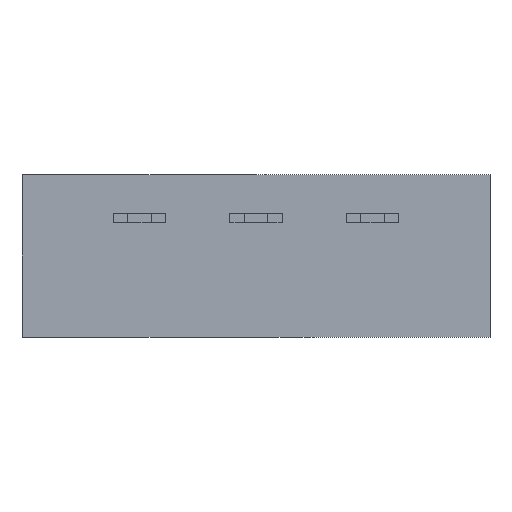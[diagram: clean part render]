
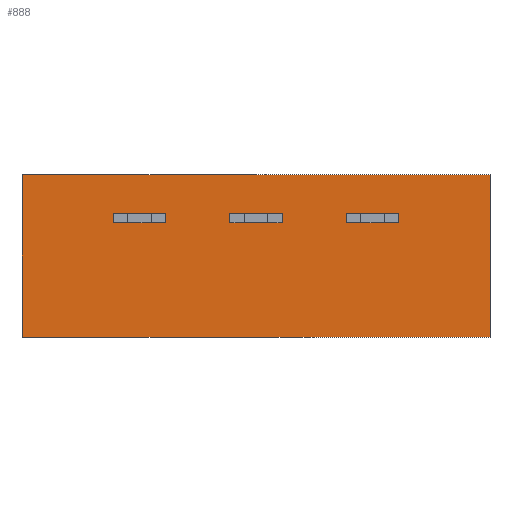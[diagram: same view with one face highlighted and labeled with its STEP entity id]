
A CAD part, front view. The second image highlights one B-rep face of the part: STEP entity #888.
In plain terms, the highlighted planar face has unit normal (0, -1, 0).
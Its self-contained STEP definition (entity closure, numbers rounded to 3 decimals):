
#31 = CARTESIAN_POINT ( 'NONE',  ( 10.2, 0., 0.51 ) ) ;
#35 = LINE ( 'NONE', #311, #715 ) ;
#46 = ORIENTED_EDGE ( 'NONE', *, *, #802, .T. ) ;
#71 = LINE ( 'NONE', #1453, #143 ) ;
#80 = LINE ( 'NONE', #1497, #1249 ) ;
#91 = EDGE_CURVE ( 'NONE', #132, #363, #145, .T. ) ;
#94 = DIRECTION ( 'NONE',  ( 1., 0., 0. ) ) ;
#102 = VERTEX_POINT ( 'NONE', #1466 ) ;
#132 = VERTEX_POINT ( 'NONE', #1526 ) ;
#143 = VECTOR ( 'NONE', #667, 1000. ) ;
#145 = LINE ( 'NONE', #159, #256 ) ;
#154 = DIRECTION ( 'NONE',  ( 0., 0., 1. ) ) ;
#158 = VERTEX_POINT ( 'NONE', #1493 ) ;
#159 = CARTESIAN_POINT ( 'NONE',  ( 0., 0., 0. ) ) ;
#163 = VECTOR ( 'NONE', #447, 1000. ) ;
#174 = DIRECTION ( 'NONE',  ( 0., 0., -1. ) ) ;
#175 = DIRECTION ( 'NONE',  ( 1., 0., 0. ) ) ;
#188 = VERTEX_POINT ( 'NONE', #235 ) ;
#193 = DIRECTION ( 'NONE',  ( 0., 1., 0. ) ) ;
#203 = CARTESIAN_POINT ( 'NONE',  ( 1.99, 0., 2.7 ) ) ;
#217 = LINE ( 'NONE', #1498, #1429 ) ;
#227 = ORIENTED_EDGE ( 'NONE', *, *, #1369, .F. ) ;
#235 = CARTESIAN_POINT ( 'NONE',  ( 8.21, 0., 2.7 ) ) ;
#256 = VECTOR ( 'NONE', #175, 1000. ) ;
#267 = ORIENTED_EDGE ( 'NONE', *, *, #1086, .F. ) ;
#298 = VECTOR ( 'NONE', #1096, 1000. ) ;
#311 = CARTESIAN_POINT ( 'NONE',  ( 7.07, 0., 2.5 ) ) ;
#363 = VERTEX_POINT ( 'NONE', #951 ) ;
#370 = EDGE_CURVE ( 'NONE', #1146, #1252, #759, .T. ) ;
#412 = AXIS2_PLACEMENT_3D ( 'NONE', #956, #193, #1089 ) ;
#414 = CARTESIAN_POINT ( 'NONE',  ( 3.13, 0., 2.7 ) ) ;
#447 = DIRECTION ( 'NONE',  ( 1., 0., 0. ) ) ;
#450 = ORIENTED_EDGE ( 'NONE', *, *, #912, .T. ) ;
#476 = EDGE_LOOP ( 'NONE', ( #1277, #995, #1289, #998 ) ) ;
#477 = EDGE_CURVE ( 'NONE', #158, #1360, #740, .T. ) ;
#527 = CARTESIAN_POINT ( 'NONE',  ( 5.67, 0., 2.7 ) ) ;
#555 = EDGE_LOOP ( 'NONE', ( #923, #810, #732, #267 ) ) ;
#581 = DIRECTION ( 'NONE',  ( 0., 0., 1. ) ) ;
#604 = VERTEX_POINT ( 'NONE', #1437 ) ;
#661 = CARTESIAN_POINT ( 'NONE',  ( 7.07, 0., 2.7 ) ) ;
#667 = DIRECTION ( 'NONE',  ( 1., 0., 0. ) ) ;
#682 = CARTESIAN_POINT ( 'NONE',  ( 3.13, 0., 2.5 ) ) ;
#687 = CARTESIAN_POINT ( 'NONE',  ( 7.07, 0., 2.5 ) ) ;
#701 = FACE_BOUND ( 'NONE', #555, .T. ) ;
#715 = VECTOR ( 'NONE', #1346, 1000. ) ;
#727 = ORIENTED_EDGE ( 'NONE', *, *, #778, .F. ) ;
#729 = EDGE_LOOP ( 'NONE', ( #1439, #46, #227, #727 ) ) ;
#730 = ORIENTED_EDGE ( 'NONE', *, *, #1356, .F. ) ;
#732 = ORIENTED_EDGE ( 'NONE', *, *, #1233, .F. ) ;
#736 = VECTOR ( 'NONE', #1616, 1000. ) ;
#740 = LINE ( 'NONE', #1636, #850 ) ;
#755 = VECTOR ( 'NONE', #154, 1000. ) ;
#759 = LINE ( 'NONE', #203, #298 ) ;
#778 = EDGE_CURVE ( 'NONE', #1522, #604, #1077, .T. ) ;
#793 = EDGE_LOOP ( 'NONE', ( #450, #1036, #730, #1287 ) ) ;
#795 = DIRECTION ( 'NONE',  ( 0., 0., 1. ) ) ;
#802 = EDGE_CURVE ( 'NONE', #1232, #188, #1013, .T. ) ;
#810 = ORIENTED_EDGE ( 'NONE', *, *, #1269, .T. ) ;
#815 = EDGE_CURVE ( 'NONE', #1360, #363, #1057, .T. ) ;
#819 = CARTESIAN_POINT ( 'NONE',  ( 10.2, 0., 3.55 ) ) ;
#821 = DIRECTION ( 'NONE',  ( 1., 0., 0. ) ) ;
#850 = VECTOR ( 'NONE', #94, 1000. ) ;
#888 = ADVANCED_FACE ( 'NONE', ( #701, #1378, #1350, #917 ), #1079, .F. ) ;
#910 = CARTESIAN_POINT ( 'NONE',  ( 5.67, 0., 2.5 ) ) ;
#912 = EDGE_CURVE ( 'NONE', #1583, #1146, #217, .T. ) ;
#917 = FACE_BOUND ( 'NONE', #729, .T. ) ;
#923 = ORIENTED_EDGE ( 'NONE', *, *, #1002, .T. ) ;
#929 = CARTESIAN_POINT ( 'NONE',  ( 4.53, 0., 2.5 ) ) ;
#947 = CARTESIAN_POINT ( 'NONE',  ( 4.53, 0., 2.5 ) ) ;
#949 = LINE ( 'NONE', #1622, #736 ) ;
#951 = CARTESIAN_POINT ( 'NONE',  ( 10.2, 0., 0. ) ) ;
#952 = CARTESIAN_POINT ( 'NONE',  ( 5.67, 0., 2.5 ) ) ;
#956 = CARTESIAN_POINT ( 'NONE',  ( 0., 0., 0.51 ) ) ;
#961 = CARTESIAN_POINT ( 'NONE',  ( 7.07, 0., 2.5 ) ) ;
#992 = VECTOR ( 'NONE', #1066, 1000. ) ;
#993 = VECTOR ( 'NONE', #821, 1000. ) ;
#995 = ORIENTED_EDGE ( 'NONE', *, *, #815, .F. ) ;
#998 = ORIENTED_EDGE ( 'NONE', *, *, #1547, .T. ) ;
#1002 = EDGE_CURVE ( 'NONE', #1245, #102, #1533, .T. ) ;
#1013 = LINE ( 'NONE', #1175, #992 ) ;
#1036 = ORIENTED_EDGE ( 'NONE', *, *, #370, .T. ) ;
#1039 = CARTESIAN_POINT ( 'NONE',  ( 4.53, 0., 2.5 ) ) ;
#1057 = LINE ( 'NONE', #31, #1655 ) ;
#1065 = DIRECTION ( 'NONE',  ( 0., 0., 1. ) ) ;
#1066 = DIRECTION ( 'NONE',  ( 1., 0., 0. ) ) ;
#1068 = LINE ( 'NONE', #947, #163 ) ;
#1077 = LINE ( 'NONE', #687, #993 ) ;
#1079 = PLANE ( 'NONE',  #412 ) ;
#1086 = EDGE_CURVE ( 'NONE', #1245, #1127, #1068, .T. ) ;
#1089 = DIRECTION ( 'NONE',  ( 0., 0., 1. ) ) ;
#1093 = CARTESIAN_POINT ( 'NONE',  ( 3.13, 0., 2.5 ) ) ;
#1096 = DIRECTION ( 'NONE',  ( 1., 0., 0. ) ) ;
#1097 = EDGE_CURVE ( 'NONE', #1522, #1232, #35, .T. ) ;
#1099 = VECTOR ( 'NONE', #1065, 1000. ) ;
#1122 = LINE ( 'NONE', #910, #1344 ) ;
#1127 = VERTEX_POINT ( 'NONE', #952 ) ;
#1146 = VERTEX_POINT ( 'NONE', #1159 ) ;
#1158 = LINE ( 'NONE', #682, #1649 ) ;
#1159 = CARTESIAN_POINT ( 'NONE',  ( 1.99, 0., 2.7 ) ) ;
#1162 = VERTEX_POINT ( 'NONE', #527 ) ;
#1175 = CARTESIAN_POINT ( 'NONE',  ( 7.07, 0., 2.7 ) ) ;
#1196 = CARTESIAN_POINT ( 'NONE',  ( 8.21, 0., 2.5 ) ) ;
#1232 = VERTEX_POINT ( 'NONE', #661 ) ;
#1233 = EDGE_CURVE ( 'NONE', #1127, #1162, #1122, .T. ) ;
#1245 = VERTEX_POINT ( 'NONE', #1039 ) ;
#1249 = VECTOR ( 'NONE', #1371, 1000. ) ;
#1252 = VERTEX_POINT ( 'NONE', #414 ) ;
#1269 = EDGE_CURVE ( 'NONE', #102, #1162, #71, .T. ) ;
#1277 = ORIENTED_EDGE ( 'NONE', *, *, #91, .T. ) ;
#1287 = ORIENTED_EDGE ( 'NONE', *, *, #1502, .F. ) ;
#1289 = ORIENTED_EDGE ( 'NONE', *, *, #477, .F. ) ;
#1344 = VECTOR ( 'NONE', #795, 1000. ) ;
#1346 = DIRECTION ( 'NONE',  ( 0., 0., 1. ) ) ;
#1350 = FACE_BOUND ( 'NONE', #793, .T. ) ;
#1356 = EDGE_CURVE ( 'NONE', #1523, #1252, #1158, .T. ) ;
#1360 = VERTEX_POINT ( 'NONE', #819 ) ;
#1369 = EDGE_CURVE ( 'NONE', #604, #188, #1404, .T. ) ;
#1371 = DIRECTION ( 'NONE',  ( 0., 0., -1. ) ) ;
#1378 = FACE_OUTER_BOUND ( 'NONE', #476, .T. ) ;
#1404 = LINE ( 'NONE', #1196, #1099 ) ;
#1429 = VECTOR ( 'NONE', #581, 1000. ) ;
#1437 = CARTESIAN_POINT ( 'NONE',  ( 8.21, 0., 2.5 ) ) ;
#1439 = ORIENTED_EDGE ( 'NONE', *, *, #1097, .T. ) ;
#1453 = CARTESIAN_POINT ( 'NONE',  ( 4.53, 0., 2.7 ) ) ;
#1466 = CARTESIAN_POINT ( 'NONE',  ( 4.53, 0., 2.7 ) ) ;
#1493 = CARTESIAN_POINT ( 'NONE',  ( 0., 0., 3.55 ) ) ;
#1497 = CARTESIAN_POINT ( 'NONE',  ( 0., 0., 0.51 ) ) ;
#1498 = CARTESIAN_POINT ( 'NONE',  ( 1.99, 0., 2.5 ) ) ;
#1502 = EDGE_CURVE ( 'NONE', #1583, #1523, #949, .T. ) ;
#1515 = CARTESIAN_POINT ( 'NONE',  ( 1.99, 0., 2.5 ) ) ;
#1522 = VERTEX_POINT ( 'NONE', #961 ) ;
#1523 = VERTEX_POINT ( 'NONE', #1093 ) ;
#1526 = CARTESIAN_POINT ( 'NONE',  ( 0., 0., 0. ) ) ;
#1533 = LINE ( 'NONE', #929, #755 ) ;
#1547 = EDGE_CURVE ( 'NONE', #158, #132, #80, .T. ) ;
#1583 = VERTEX_POINT ( 'NONE', #1515 ) ;
#1594 = DIRECTION ( 'NONE',  ( 0., 0., 1. ) ) ;
#1616 = DIRECTION ( 'NONE',  ( 1., 0., 0. ) ) ;
#1622 = CARTESIAN_POINT ( 'NONE',  ( 1.99, 0., 2.5 ) ) ;
#1636 = CARTESIAN_POINT ( 'NONE',  ( 0., 0., 3.55 ) ) ;
#1649 = VECTOR ( 'NONE', #1594, 1000. ) ;
#1655 = VECTOR ( 'NONE', #174, 1000. ) ;
